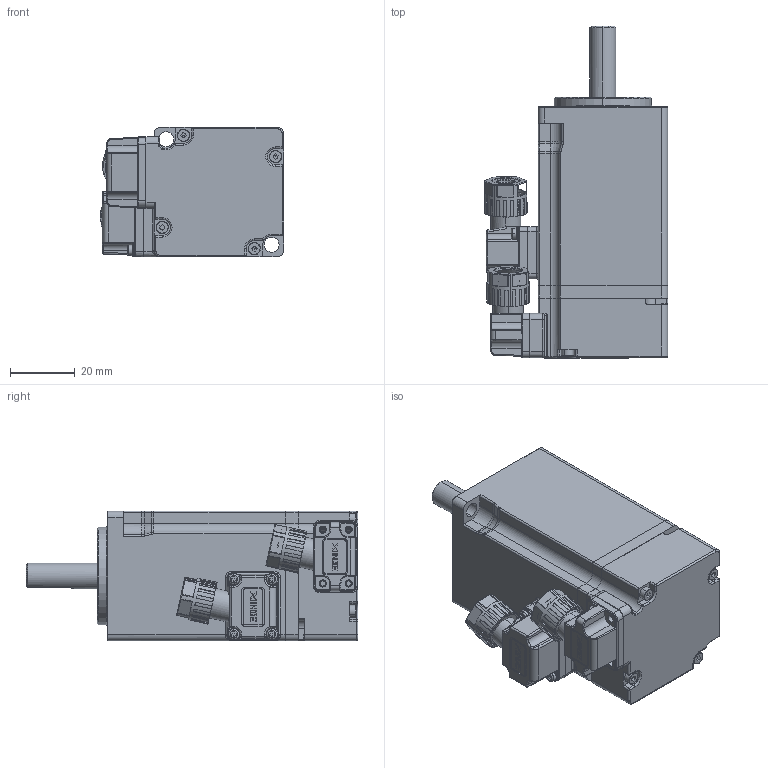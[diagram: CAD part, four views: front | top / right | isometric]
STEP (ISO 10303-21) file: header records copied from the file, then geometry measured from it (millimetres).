
FILE_DESCRIPTION (( 'STEP AP214' ), '1' );
FILE_NAME ('MS6H-40CM30B4-20P1-蚾饜极.STEP', '2024-03-21T11:05:31', ( '' ), ( '' ), 'SwSTEP 2.0', 'SolidWorks 2022', '' );
FILE_SCHEMA (( 'AUTOMOTIVE_DESIGN' ));
Length unit declared in the file: millimetre
Products named in the file (1): MS6H-40CM30B4-20P1-蚾饜极
Bounding box: 56.61 x 102.4 x 40 mm (x, y, z)
Surface area: 22861.9 mm2 (no closed solid volume)
Topology: 0 solids, 22 shells, 1045 faces, 3419 edges, 2292 vertices
Faces by surface type: plane 437, cylinder 368, torus 103, cone 74, bspline 48, sphere 15
Entity records: 57194 total; most frequent: CARTESIAN_POINT 17585, ORIENTED_EDGE 5817, DIRECTION 5423, EDGE_CURVE 3406, VERTEX_POINT 2292, AXIS2_PLACEMENT_3D 1960, LINE 1503, VECTOR 1503
